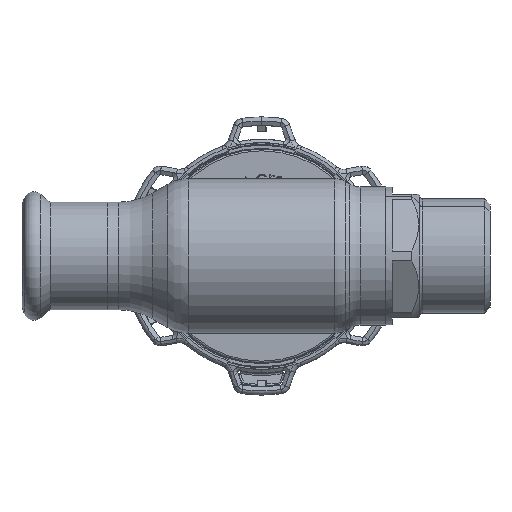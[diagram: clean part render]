
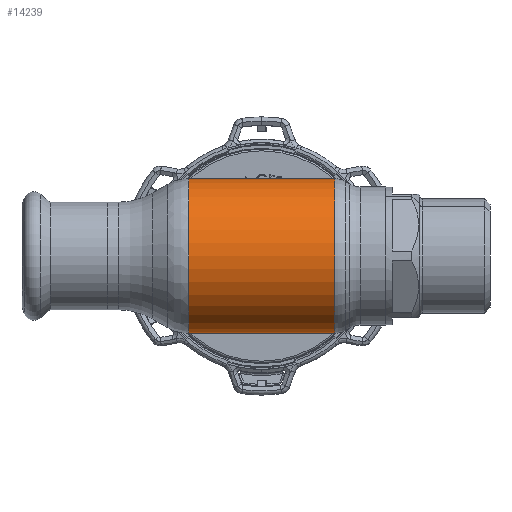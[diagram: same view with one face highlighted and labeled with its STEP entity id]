
A CAD part, front view. The second image highlights one B-rep face of the part: STEP entity #14239.
In plain terms, the highlighted cylindrical face has radius 22.5 mm (diameter 45 mm), a partial arc.
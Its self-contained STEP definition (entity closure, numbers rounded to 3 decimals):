
#2421 = DIRECTION ( 'NONE',  ( -1., 0., 0. ) ) ;
#4119 = DIRECTION ( 'NONE',  ( 0., 0., 1. ) ) ;
#5683 = LINE ( 'NONE', #40009, #36191 ) ;
#5890 = ORIENTED_EDGE ( 'NONE', *, *, #21212, .T. ) ;
#6737 = AXIS2_PLACEMENT_3D ( 'NONE', #37824, #10433, #4119 ) ;
#7821 = DIRECTION ( 'NONE',  ( -1., 0., 0. ) ) ;
#7907 = CARTESIAN_POINT ( 'NONE',  ( -21.285, 0., 0. ) ) ;
#8796 = EDGE_CURVE ( 'NONE', #35533, #39822, #5683, .T. ) ;
#10433 = DIRECTION ( 'NONE',  ( -1., 0., 0. ) ) ;
#11311 = VECTOR ( 'NONE', #7821, 1000. ) ;
#11519 = DIRECTION ( 'NONE',  ( -1., 0., 0. ) ) ;
#11800 = DIRECTION ( 'NONE',  ( -1., 0., 0. ) ) ;
#12020 = ORIENTED_EDGE ( 'NONE', *, *, #22140, .F. ) ;
#12457 = FACE_OUTER_BOUND ( 'NONE', #26071, .T. ) ;
#13128 = CIRCLE ( 'NONE', #35809, 22.5 ) ;
#14239 = ADVANCED_FACE ( 'NONE', ( #12457 ), #34578, .T. ) ;
#14790 = DIRECTION ( 'NONE',  ( 0., 0., 1. ) ) ;
#20697 = EDGE_CURVE ( 'NONE', #34837, #39822, #13128, .T. ) ;
#21212 = EDGE_CURVE ( 'NONE', #26684, #35533, #23560, .T. ) ;
#22140 = EDGE_CURVE ( 'NONE', #26684, #34837, #38431, .T. ) ;
#23560 = CIRCLE ( 'NONE', #37167, 22.5 ) ;
#23576 = DIRECTION ( 'NONE',  ( 0., 0., 1. ) ) ;
#24003 = ORIENTED_EDGE ( 'NONE', *, *, #20697, .F. ) ;
#24312 = CARTESIAN_POINT ( 'NONE',  ( -21.285, 0., 22.5 ) ) ;
#25424 = CARTESIAN_POINT ( 'NONE',  ( 21.285, 0., 22.5 ) ) ;
#26071 = EDGE_LOOP ( 'NONE', ( #12020, #5890, #29427, #24003 ) ) ;
#26684 = VERTEX_POINT ( 'NONE', #33634 ) ;
#29427 = ORIENTED_EDGE ( 'NONE', *, *, #8796, .T. ) ;
#33634 = CARTESIAN_POINT ( 'NONE',  ( 21.285, 0., -22.5 ) ) ;
#34578 = CYLINDRICAL_SURFACE ( 'NONE', #6737, 22.5 ) ;
#34837 = VERTEX_POINT ( 'NONE', #39964 ) ;
#35533 = VERTEX_POINT ( 'NONE', #25424 ) ;
#35809 = AXIS2_PLACEMENT_3D ( 'NONE', #7907, #11519, #14790 ) ;
#36191 = VECTOR ( 'NONE', #11800, 1000. ) ;
#37167 = AXIS2_PLACEMENT_3D ( 'NONE', #39574, #2421, #23576 ) ;
#37824 = CARTESIAN_POINT ( 'NONE',  ( -62.69, 0., 0. ) ) ;
#38431 = LINE ( 'NONE', #39228, #11311 ) ;
#39228 = CARTESIAN_POINT ( 'NONE',  ( -62.69, 0., -22.5 ) ) ;
#39574 = CARTESIAN_POINT ( 'NONE',  ( 21.285, 0., 0. ) ) ;
#39822 = VERTEX_POINT ( 'NONE', #24312 ) ;
#39964 = CARTESIAN_POINT ( 'NONE',  ( -21.285, 0., -22.5 ) ) ;
#40009 = CARTESIAN_POINT ( 'NONE',  ( -62.69, 0., 22.5 ) ) ;
